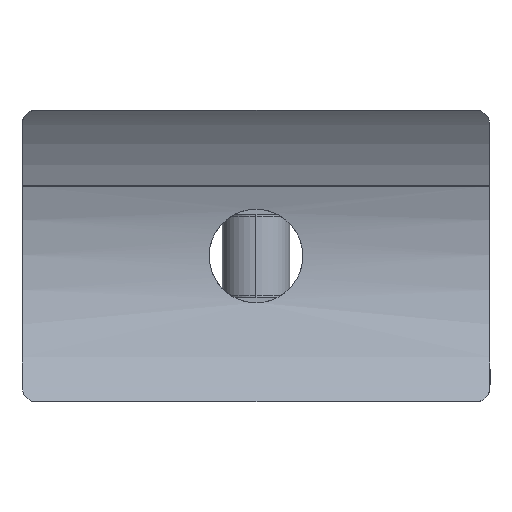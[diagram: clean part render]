
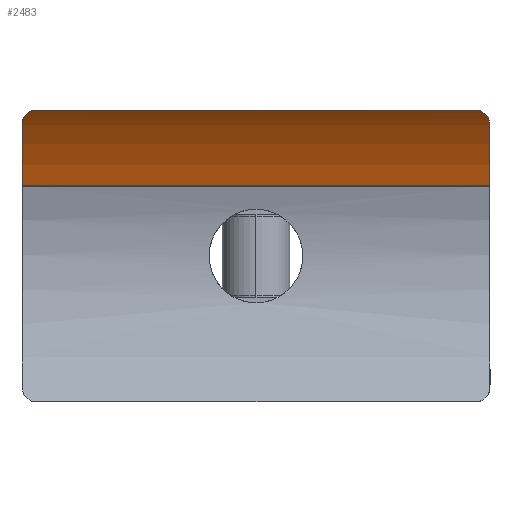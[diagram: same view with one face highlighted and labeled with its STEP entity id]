
A CAD part, left-side view. The second image highlights one B-rep face of the part: STEP entity #2483.
In plain terms, the highlighted cylindrical face has radius 21.2 mm (diameter 42.4 mm), a partial arc.
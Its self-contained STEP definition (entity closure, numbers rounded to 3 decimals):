
#97 = CARTESIAN_POINT ( 'NONE',  ( -84.2, -39., 0. ) ) ;
#98 = DIRECTION ( 'NONE',  ( 0., 1., 0. ) ) ;
#134 = VERTEX_POINT ( 'NONE', #2638 ) ;
#148 = CARTESIAN_POINT ( 'NONE',  ( -67.348, -22.478, 12.864 ) ) ;
#172 = VERTEX_POINT ( 'NONE', #2758 ) ;
#212 = CARTESIAN_POINT ( 'NONE',  ( -67.575, 22.413, 13.159 ) ) ;
#383 = LINE ( 'NONE', #2584, #511 ) ;
#411 = VERTEX_POINT ( 'NONE', #3078 ) ;
#420 = CARTESIAN_POINT ( 'NONE',  ( -67.984, -22.049, 13.657 ) ) ;
#503 = EDGE_CURVE ( 'NONE', #411, #172, #2423, .T. ) ;
#511 = VECTOR ( 'NONE', #98, 1000. ) ;
#561 = DIRECTION ( 'NONE',  ( 0., 1., 0. ) ) ;
#628 = EDGE_CURVE ( 'NONE', #703, #172, #1692, .T. ) ;
#703 = VERTEX_POINT ( 'NONE', #842 ) ;
#708 = ORIENTED_EDGE ( 'NONE', *, *, #503, .T. ) ;
#718 = CARTESIAN_POINT ( 'NONE',  ( -68.159, 21.786, 13.861 ) ) ;
#842 = CARTESIAN_POINT ( 'NONE',  ( -67.127, -22.5, 12.567 ) ) ;
#848 = ORIENTED_EDGE ( 'NONE', *, *, #628, .F. ) ;
#866 = B_SPLINE_CURVE_WITH_KNOTS ( 'NONE', 3,
 ( #1717, #2853, #718, #1859, #2997, #212, #2420, #2637 ),
 .UNSPECIFIED., .F., .F.,
 ( 4, 2, 2, 4 ),
 ( 0., 0.001, 0.001, 0.002 ),
 .UNSPECIFIED. ) ;
#952 = ORIENTED_EDGE ( 'NONE', *, *, #1901, .T. ) ;
#960 = CARTESIAN_POINT ( 'NONE',  ( -68.28, -21.465, 14. ) ) ;
#1029 = AXIS2_PLACEMENT_3D ( 'NONE', #2572, #3079, #3439 ) ;
#1179 = CARTESIAN_POINT ( 'NONE',  ( -84.2, -22.5, 0. ) ) ;
#1192 = CYLINDRICAL_SURFACE ( 'NONE', #1499, 21.2 ) ;
#1248 = ORIENTED_EDGE ( 'NONE', *, *, #2934, .F. ) ;
#1262 = CARTESIAN_POINT ( 'NONE',  ( -68.157, -21.789, 13.859 ) ) ;
#1384 = EDGE_LOOP ( 'NONE', ( #848, #3607, #1722, #952, #1248, #708 ) ) ;
#1487 = VERTEX_POINT ( 'NONE', #2864 ) ;
#1499 = AXIS2_PLACEMENT_3D ( 'NONE', #97, #1969, #3448 ) ;
#1550 = CARTESIAN_POINT ( 'NONE',  ( -68.231, -21.637, 13.944 ) ) ;
#1692 = CIRCLE ( 'NONE', #1983, 21.2 ) ;
#1702 = DIRECTION ( 'NONE',  ( 0., 0., 1. ) ) ;
#1717 = CARTESIAN_POINT ( 'NONE',  ( -68.28, 21.465, 14. ) ) ;
#1722 = ORIENTED_EDGE ( 'NONE', *, *, #3256, .T. ) ;
#1859 = CARTESIAN_POINT ( 'NONE',  ( -67.986, 22.047, 13.659 ) ) ;
#1901 = EDGE_CURVE ( 'NONE', #1487, #2789, #866, .T. ) ;
#1969 = DIRECTION ( 'NONE',  ( 0., 1., 0. ) ) ;
#1983 = AXIS2_PLACEMENT_3D ( 'NONE', #1179, #561, #1702 ) ;
#2060 = CARTESIAN_POINT ( 'NONE',  ( -67.885, -22.157, 13.539 ) ) ;
#2129 = CARTESIAN_POINT ( 'NONE',  ( -67.569, -22.392, 13.148 ) ) ;
#2149 = DIRECTION ( 'NONE',  ( 0., -1., 0. ) ) ;
#2420 = CARTESIAN_POINT ( 'NONE',  ( -67.348, 22.5, 12.868 ) ) ;
#2423 = LINE ( 'NONE', #2745, #2515 ) ;
#2483 = ADVANCED_FACE ( 'NONE', ( #2564 ), #1192, .F. ) ;
#2515 = VECTOR ( 'NONE', #2149, 1000. ) ;
#2564 = FACE_OUTER_BOUND ( 'NONE', #1384, .T. ) ;
#2572 = CARTESIAN_POINT ( 'NONE',  ( -84.2, 22.5, 0. ) ) ;
#2584 = CARTESIAN_POINT ( 'NONE',  ( -68.28, -39., 14. ) ) ;
#2603 = EDGE_CURVE ( 'NONE', #703, #134, #3040, .T. ) ;
#2617 = CARTESIAN_POINT ( 'NONE',  ( -67.127, -22.5, 12.567 ) ) ;
#2637 = CARTESIAN_POINT ( 'NONE',  ( -67.127, 22.5, 12.567 ) ) ;
#2638 = CARTESIAN_POINT ( 'NONE',  ( -68.28, -21.465, 14. ) ) ;
#2684 = CARTESIAN_POINT ( 'NONE',  ( -67.127, 22.5, 12.567 ) ) ;
#2745 = CARTESIAN_POINT ( 'NONE',  ( -64.103, -39., 6.75 ) ) ;
#2758 = CARTESIAN_POINT ( 'NONE',  ( -64.103, -22.5, 6.75 ) ) ;
#2789 = VERTEX_POINT ( 'NONE', #2684 ) ;
#2853 = CARTESIAN_POINT ( 'NONE',  ( -68.231, 21.636, 13.944 ) ) ;
#2864 = CARTESIAN_POINT ( 'NONE',  ( -68.28, 21.465, 14. ) ) ;
#2934 = EDGE_CURVE ( 'NONE', #411, #2789, #3550, .T. ) ;
#2984 = CARTESIAN_POINT ( 'NONE',  ( -67.679, -22.327, 13.286 ) ) ;
#2997 = CARTESIAN_POINT ( 'NONE',  ( -67.887, 22.155, 13.541 ) ) ;
#3040 = B_SPLINE_CURVE_WITH_KNOTS ( 'NONE', 3,
 ( #2617, #3220, #148, #2129, #2984, #2060, #420, #1262, #1550, #960 ),
 .UNSPECIFIED., .F., .F.,
 ( 4, 2, 2, 2, 4 ),
 ( 0., 0.001, 0.001, 0.002, 0.002 ),
 .UNSPECIFIED. ) ;
#3078 = CARTESIAN_POINT ( 'NONE',  ( -64.103, 22.5, 6.75 ) ) ;
#3079 = DIRECTION ( 'NONE',  ( 0., -1., 0. ) ) ;
#3220 = CARTESIAN_POINT ( 'NONE',  ( -67.237, -22.5, 12.718 ) ) ;
#3256 = EDGE_CURVE ( 'NONE', #134, #1487, #383, .T. ) ;
#3439 = DIRECTION ( 'NONE',  ( 1., 0., 0. ) ) ;
#3448 = DIRECTION ( 'NONE',  ( 0., 0., 1. ) ) ;
#3550 = CIRCLE ( 'NONE', #1029, 21.2 ) ;
#3607 = ORIENTED_EDGE ( 'NONE', *, *, #2603, .T. ) ;
